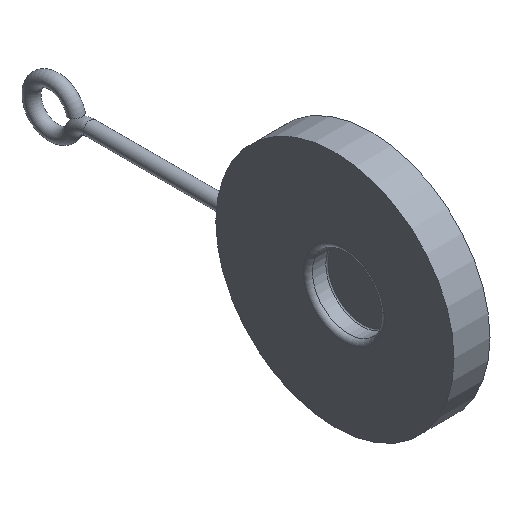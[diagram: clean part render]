
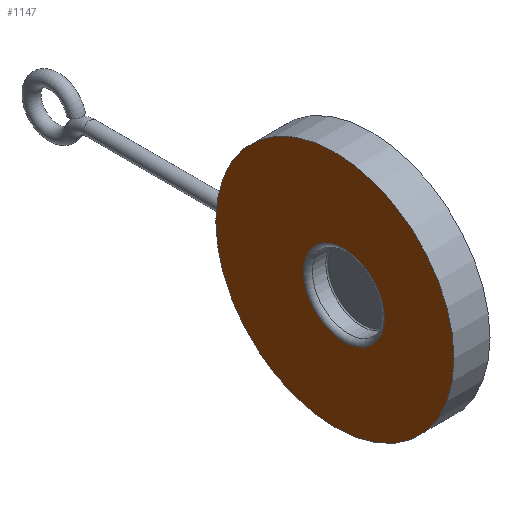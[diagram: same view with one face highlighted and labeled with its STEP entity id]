
A CAD part, isometric view. The second image highlights one B-rep face of the part: STEP entity #1147.
In plain terms, the highlighted planar face has unit normal (-1, 0, 0).
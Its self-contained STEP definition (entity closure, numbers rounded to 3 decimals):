
#189=PLANE('',#1216);
#276=ORIENTED_EDGE('',*,*,#488,.F.);
#277=ORIENTED_EDGE('',*,*,#455,.T.);
#455=EDGE_CURVE('',#566,#566,#643,.T.);
#488=EDGE_CURVE('',#596,#596,#656,.T.);
#566=VERTEX_POINT('',#1514);
#596=VERTEX_POINT('',#1600);
#643=CIRCLE('',#1197,53.);
#656=CIRCLE('',#1217,18.);
#684=EDGE_LOOP('',(#276));
#685=EDGE_LOOP('',(#277));
#747=FACE_BOUND('',#684,.T.);
#748=FACE_BOUND('',#685,.T.);
#1147=ADVANCED_FACE('',(#747,#748),#189,.F.);
#1197=AXIS2_PLACEMENT_3D('',#1513,#1279,#1280);
#1216=AXIS2_PLACEMENT_3D('',#1598,#1333,#1334);
#1217=AXIS2_PLACEMENT_3D('',#1599,#1335,#1336);
#1279=DIRECTION('',(-1.,0.,0.));
#1280=DIRECTION('',(0.,0.,1.));
#1333=DIRECTION('',(1.,0.,0.));
#1334=DIRECTION('',(0.,0.,-1.));
#1335=DIRECTION('',(-1.,0.,0.));
#1336=DIRECTION('',(0.,0.,1.));
#1513=CARTESIAN_POINT('',(0.,0.,0.));
#1514=CARTESIAN_POINT('',(0.,0.,53.));
#1598=CARTESIAN_POINT('',(0.,-53.,0.));
#1599=CARTESIAN_POINT('',(0.,-4.,0.));
#1600=CARTESIAN_POINT('',(0.,-4.,18.));
